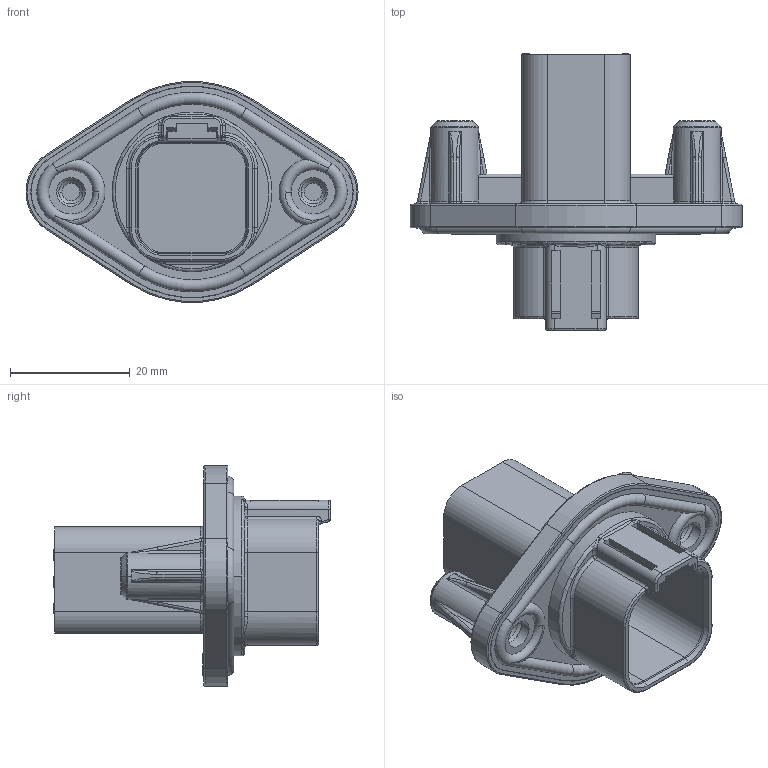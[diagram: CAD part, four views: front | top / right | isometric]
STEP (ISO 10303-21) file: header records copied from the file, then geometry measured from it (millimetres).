
FILE_DESCRIPTION((''),'2;1');
FILE_NAME('26-80426-06','2016-02-25T',('Orion.Li'),(''),'PRO/ENGINEER BY PARAMETRIC TECHNOLOGY CORPORATION, 2013230','PRO/ENGINEER BY PARAMETRIC TECHNOLOGY CORPORATION, 2013230','');
FILE_SCHEMA(('CONFIG_CONTROL_DESIGN'));
Length unit declared in the file: millimetre
Products named in the file (1): 26-80426-06
Bounding box: 55.5 x 46.3 x 36.88 mm (x, y, z)
Volume: 15512.9 mm3; surface area: 9014.9 mm2
Topology: 1 solids, 1 shells, 1100 faces, 2867 edges, 1832 vertices
Faces by surface type: plane 622, cylinder 141, extrusion 108, bspline 97, torus 88, cone 24, sphere 20
Entity records: 39788 total; most frequent: CARTESIAN_POINT 13597, ORIENTED_EDGE 5734, DIRECTION 4864, EDGE_CURVE 2867, VECTOR 2008, LINE 1900, VERTEX_POINT 1832, AXIS2_PLACEMENT_3D 1428
